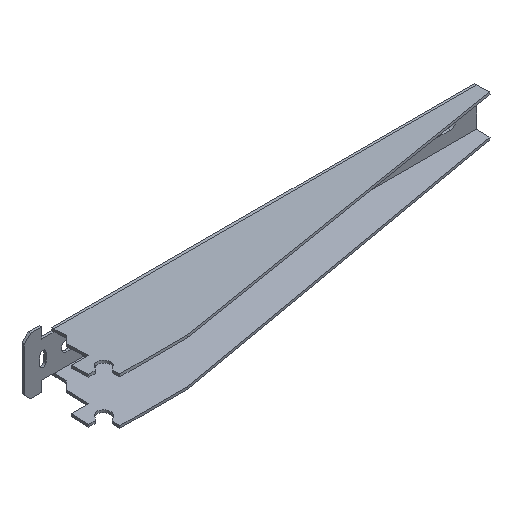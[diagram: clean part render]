
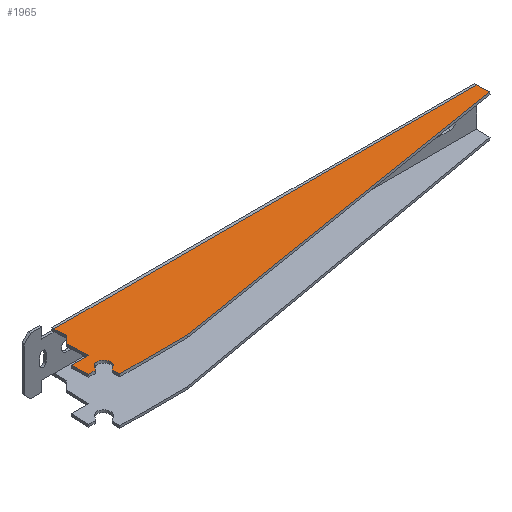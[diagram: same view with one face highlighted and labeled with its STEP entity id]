
A CAD part, isometric view. The second image highlights one B-rep face of the part: STEP entity #1965.
In plain terms, the highlighted planar face has unit normal (0, 0.044, 0.999).
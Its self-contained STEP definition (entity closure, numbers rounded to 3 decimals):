
#9 = ORIENTED_EDGE ( 'NONE', *, *, #400, .F. ) ;
#20 = VECTOR ( 'NONE', #1214, 1000. ) ;
#42 = EDGE_CURVE ( 'NONE', #137, #2773, #667, .T. ) ;
#68 = VERTEX_POINT ( 'NONE', #890 ) ;
#83 = VECTOR ( 'NONE', #1458, 1000. ) ;
#107 = CARTESIAN_POINT ( 'NONE',  ( 16.5, -49.869, 18.592 ) ) ;
#121 = CARTESIAN_POINT ( 'NONE',  ( 18.304, -55.06, 18.819 ) ) ;
#137 = VERTEX_POINT ( 'NONE', #646 ) ;
#172 = LINE ( 'NONE', #2720, #83 ) ;
#183 = CARTESIAN_POINT ( 'NONE',  ( 16.5, -56.862, 18.897 ) ) ;
#199 = EDGE_CURVE ( 'NONE', #2048, #1989, #2140, .T. ) ;
#220 = VERTEX_POINT ( 'NONE', #2715 ) ;
#233 = DIRECTION ( 'NONE',  ( 0., -0.999, 0.044 ) ) ;
#254 = VERTEX_POINT ( 'NONE', #2236 ) ;
#313 = VECTOR ( 'NONE', #1079, 1000. ) ;
#328 = EDGE_CURVE ( 'NONE', #2696, #866, #2567, .T. ) ;
#330 = LINE ( 'NONE', #1034, #925 ) ;
#345 = CARTESIAN_POINT ( 'NONE',  ( 16.5, -62.857, 19.159 ) ) ;
#351 = LINE ( 'NONE', #1262, #1015 ) ;
#359 = CARTESIAN_POINT ( 'NONE',  ( 18., -35.882, 17.981 ) ) ;
#368 = PLANE ( 'NONE',  #507 ) ;
#389 = CARTESIAN_POINT ( 'NONE',  ( 4., -35.882, 17.981 ) ) ;
#390 = ORIENTED_EDGE ( 'NONE', *, *, #199, .T. ) ;
#400 = EDGE_CURVE ( 'NONE', #428, #1989, #983, .T. ) ;
#428 = VERTEX_POINT ( 'NONE', #345 ) ;
#486 = VECTOR ( 'NONE', #643, 1000. ) ;
#495 = CARTESIAN_POINT ( 'NONE',  ( 367., -12.639, 16.966 ) ) ;
#507 = AXIS2_PLACEMENT_3D ( 'NONE', #107, #619, #2400 ) ;
#556 = CARTESIAN_POINT ( 'NONE',  ( 16.5, -49.869, 18.592 ) ) ;
#571 = FACE_OUTER_BOUND ( 'NONE', #2520, .T. ) ;
#619 = DIRECTION ( 'NONE',  ( 0., -0.044, -0.999 ) ) ;
#628 = CARTESIAN_POINT ( 'NONE',  ( 9.5, -49.869, 18.592 ) ) ;
#643 = DIRECTION ( 'NONE',  ( 0., 0.999, -0.044 ) ) ;
#646 = CARTESIAN_POINT ( 'NONE',  ( 367., -12.639, 16.966 ) ) ;
#667 = LINE ( 'NONE', #1122, #1253 ) ;
#677 = ORIENTED_EDGE ( 'NONE', *, *, #1762, .F. ) ;
#725 = VERTEX_POINT ( 'NONE', #1338 ) ;
#773 = ORIENTED_EDGE ( 'NONE', *, *, #3079, .F. ) ;
#809 = LINE ( 'NONE', #389, #486 ) ;
#810 = VECTOR ( 'NONE', #3114, 1000. ) ;
#817 = VERTEX_POINT ( 'NONE', #628 ) ;
#818 = DIRECTION ( 'NONE',  ( 0., 0.999, -0.044 ) ) ;
#866 = VERTEX_POINT ( 'NONE', #904 ) ;
#873 = DIRECTION ( 'NONE',  ( -1., 0., 0. ) ) ;
#880 = CARTESIAN_POINT ( 'NONE',  ( 18., -17.899, 17.196 ) ) ;
#890 = CARTESIAN_POINT ( 'NONE',  ( 4., -35.882, 17.981 ) ) ;
#904 = CARTESIAN_POINT ( 'NONE',  ( 24., -11.905, 16.934 ) ) ;
#925 = VECTOR ( 'NONE', #1552, 1000. ) ;
#950 = EDGE_CURVE ( 'NONE', #817, #220, #2314, .T. ) ;
#966 = CARTESIAN_POINT ( 'NONE',  ( 16.5, -62.857, 19.159 ) ) ;
#972 = CARTESIAN_POINT ( 'NONE',  ( 11.304, -48.066, 18.513 ) ) ;
#983 = LINE ( 'NONE', #3085, #313 ) ;
#1015 = VECTOR ( 'NONE', #3038, 1000. ) ;
#1034 = CARTESIAN_POINT ( 'NONE',  ( 24., -1.913, 16.498 ) ) ;
#1057 = DIRECTION ( 'NONE',  ( 0.707, 0.706, -0.031 ) ) ;
#1077 = EDGE_CURVE ( 'NONE', #2048, #220, #1080, .T. ) ;
#1079 = DIRECTION ( 'NONE',  ( 0., 0.999, -0.044 ) ) ;
#1080 = CIRCLE ( 'NONE', #1953, 5.5 ) ;
#1122 = CARTESIAN_POINT ( 'NONE',  ( 71.5, -62.857, 19.159 ) ) ;
#1142 = VECTOR ( 'NONE', #1057, 1000. ) ;
#1167 = VERTEX_POINT ( 'NONE', #2112 ) ;
#1214 = DIRECTION ( 'NONE',  ( -1., 0., 0. ) ) ;
#1253 = VECTOR ( 'NONE', #1880, 1000. ) ;
#1259 = EDGE_CURVE ( 'NONE', #3011, #68, #809, .T. ) ;
#1262 = CARTESIAN_POINT ( 'NONE',  ( 367., -1.913, 16.498 ) ) ;
#1310 = LINE ( 'NONE', #359, #810 ) ;
#1338 = CARTESIAN_POINT ( 'NONE',  ( 367., -1.913, 16.498 ) ) ;
#1374 = LINE ( 'NONE', #966, #20 ) ;
#1387 = EDGE_CURVE ( 'NONE', #1167, #2696, #172, .T. ) ;
#1447 = ORIENTED_EDGE ( 'NONE', *, *, #1259, .F. ) ;
#1458 = DIRECTION ( 'NONE',  ( 0., 0.999, -0.044 ) ) ;
#1485 = ORIENTED_EDGE ( 'NONE', *, *, #2742, .F. ) ;
#1552 = DIRECTION ( 'NONE',  ( 0., 0.999, -0.044 ) ) ;
#1623 = CARTESIAN_POINT ( 'NONE',  ( 4., -49.869, 18.592 ) ) ;
#1643 = CARTESIAN_POINT ( 'NONE',  ( 4., -49.869, 18.592 ) ) ;
#1644 = VECTOR ( 'NONE', #1979, 1000. ) ;
#1691 = EDGE_CURVE ( 'NONE', #725, #137, #1919, .T. ) ;
#1762 = EDGE_CURVE ( 'NONE', #866, #254, #330, .T. ) ;
#1815 = CARTESIAN_POINT ( 'NONE',  ( 24., -11.905, 16.934 ) ) ;
#1872 = CARTESIAN_POINT ( 'NONE',  ( 16.5, -56.862, 18.897 ) ) ;
#1880 = DIRECTION ( 'NONE',  ( -0.986, -0.168, 0.007 ) ) ;
#1919 = LINE ( 'NONE', #495, #2585 ) ;
#1947 = EDGE_CURVE ( 'NONE', #68, #1167, #1310, .T. ) ;
#1953 = AXIS2_PLACEMENT_3D ( 'NONE', #556, #2335, #818 ) ;
#1957 = DIRECTION ( 'NONE',  ( -0.707, -0.706, 0.031 ) ) ;
#1965 = ADVANCED_FACE ( 'NONE', ( #571 ), #368, .F. ) ;
#1979 = DIRECTION ( 'NONE',  ( 0.707, 0.706, -0.031 ) ) ;
#1989 = VERTEX_POINT ( 'NONE', #1872 ) ;
#1991 = EDGE_CURVE ( 'NONE', #817, #3011, #3095, .T. ) ;
#2048 = VERTEX_POINT ( 'NONE', #121 ) ;
#2051 = CARTESIAN_POINT ( 'NONE',  ( 71.5, -62.857, 19.159 ) ) ;
#2082 = ORIENTED_EDGE ( 'NONE', *, *, #1947, .F. ) ;
#2112 = CARTESIAN_POINT ( 'NONE',  ( 18., -35.882, 17.981 ) ) ;
#2140 = LINE ( 'NONE', #183, #2294 ) ;
#2236 = CARTESIAN_POINT ( 'NONE',  ( 24., -1.913, 16.498 ) ) ;
#2258 = ORIENTED_EDGE ( 'NONE', *, *, #1691, .F. ) ;
#2294 = VECTOR ( 'NONE', #1957, 1000. ) ;
#2314 = LINE ( 'NONE', #972, #1644 ) ;
#2335 = DIRECTION ( 'NONE',  ( 0., 0.044, 0.999 ) ) ;
#2371 = ORIENTED_EDGE ( 'NONE', *, *, #950, .T. ) ;
#2400 = DIRECTION ( 'NONE',  ( 0., 0.999, -0.044 ) ) ;
#2432 = ORIENTED_EDGE ( 'NONE', *, *, #1387, .F. ) ;
#2446 = VECTOR ( 'NONE', #873, 1000. ) ;
#2520 = EDGE_LOOP ( 'NONE', ( #2793, #2371, #3103, #390, #9, #773, #3009, #2258, #1485, #677, #3102, #2432, #2082, #1447 ) ) ;
#2567 = LINE ( 'NONE', #1815, #1142 ) ;
#2585 = VECTOR ( 'NONE', #233, 1000. ) ;
#2696 = VERTEX_POINT ( 'NONE', #880 ) ;
#2715 = CARTESIAN_POINT ( 'NONE',  ( 11.304, -48.066, 18.513 ) ) ;
#2720 = CARTESIAN_POINT ( 'NONE',  ( 18., -17.899, 17.196 ) ) ;
#2742 = EDGE_CURVE ( 'NONE', #254, #725, #351, .T. ) ;
#2773 = VERTEX_POINT ( 'NONE', #2051 ) ;
#2793 = ORIENTED_EDGE ( 'NONE', *, *, #1991, .F. ) ;
#3009 = ORIENTED_EDGE ( 'NONE', *, *, #42, .F. ) ;
#3011 = VERTEX_POINT ( 'NONE', #1643 ) ;
#3038 = DIRECTION ( 'NONE',  ( 1., 0., 0. ) ) ;
#3079 = EDGE_CURVE ( 'NONE', #2773, #428, #1374, .T. ) ;
#3085 = CARTESIAN_POINT ( 'NONE',  ( 16.5, -55.364, 18.832 ) ) ;
#3095 = LINE ( 'NONE', #1623, #2446 ) ;
#3102 = ORIENTED_EDGE ( 'NONE', *, *, #328, .F. ) ;
#3103 = ORIENTED_EDGE ( 'NONE', *, *, #1077, .F. ) ;
#3114 = DIRECTION ( 'NONE',  ( 1., 0., 0. ) ) ;
